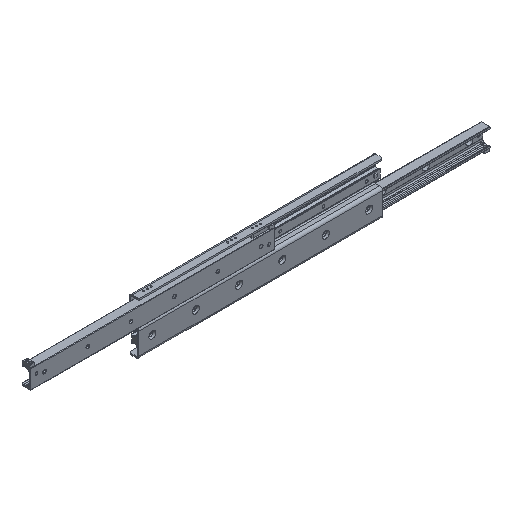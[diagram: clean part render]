
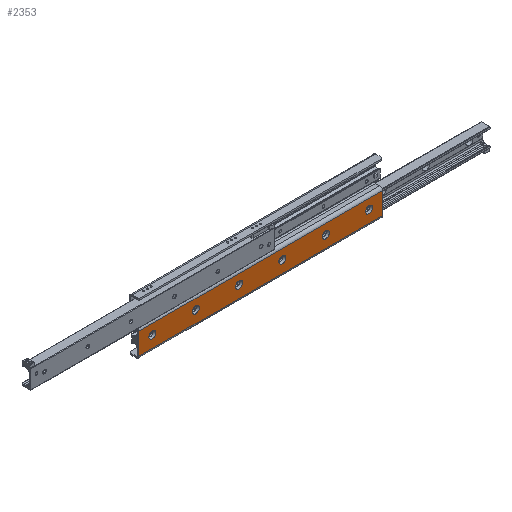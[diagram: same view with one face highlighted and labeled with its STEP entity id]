
A CAD part, isometric view. The second image highlights one B-rep face of the part: STEP entity #2353.
In plain terms, the highlighted planar face has unit normal (0, -1, 0).
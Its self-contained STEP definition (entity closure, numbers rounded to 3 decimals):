
#112=CARTESIAN_POINT('',(206.5,-8.75,-20.));
#113=VERTEX_POINT('',#112);
#114=CARTESIAN_POINT('',(200.,-8.75,-20.));
#115=DIRECTION('',(0.0,1.0,0.0));
#116=DIRECTION('',(1.0,0.0,0.0));
#117=AXIS2_PLACEMENT_3D('',#114,#115,#116);
#118=CIRCLE('',#117,6.5);
#119=EDGE_CURVE('',#113,#113,#118,.T.);
#160=CARTESIAN_POINT('',(126.5,-8.75,-20.));
#161=VERTEX_POINT('',#160);
#162=CARTESIAN_POINT('',(120.,-8.75,-20.));
#163=DIRECTION('',(0.0,1.0,0.0));
#164=DIRECTION('',(1.0,0.0,0.0));
#165=AXIS2_PLACEMENT_3D('',#162,#163,#164);
#166=CIRCLE('',#165,6.5);
#167=EDGE_CURVE('',#161,#161,#166,.T.);
#208=CARTESIAN_POINT('',(46.5,-8.75,-20.));
#209=VERTEX_POINT('',#208);
#210=CARTESIAN_POINT('',(40.,-8.75,-20.));
#211=DIRECTION('',(0.0,1.0,0.0));
#212=DIRECTION('',(1.0,0.0,0.0));
#213=AXIS2_PLACEMENT_3D('',#210,#211,#212);
#214=CIRCLE('',#213,6.5);
#215=EDGE_CURVE('',#209,#209,#214,.T.);
#256=CARTESIAN_POINT('',(-33.5,-8.75,-20.));
#257=VERTEX_POINT('',#256);
#258=CARTESIAN_POINT('',(-40.,-8.75,-20.));
#259=DIRECTION('',(0.0,1.0,0.0));
#260=DIRECTION('',(1.0,0.0,0.0));
#261=AXIS2_PLACEMENT_3D('',#258,#259,#260);
#262=CIRCLE('',#261,6.5);
#263=EDGE_CURVE('',#257,#257,#262,.T.);
#304=CARTESIAN_POINT('',(-113.5,-8.75,-20.));
#305=VERTEX_POINT('',#304);
#306=CARTESIAN_POINT('',(-120.0,-8.75,-20.));
#307=DIRECTION('',(0.0,1.0,0.0));
#308=DIRECTION('',(1.0,0.0,0.0));
#309=AXIS2_PLACEMENT_3D('',#306,#307,#308);
#310=CIRCLE('',#309,6.5);
#311=EDGE_CURVE('',#305,#305,#310,.T.);
#352=CARTESIAN_POINT('',(-193.5,-8.75,-20.));
#353=VERTEX_POINT('',#352);
#354=CARTESIAN_POINT('',(-200.0,-8.75,-20.));
#355=DIRECTION('',(0.0,1.0,0.0));
#356=DIRECTION('',(1.0,0.0,0.0));
#357=AXIS2_PLACEMENT_3D('',#354,#355,#356);
#358=CIRCLE('',#357,6.5);
#359=EDGE_CURVE('',#353,#353,#358,.T.);
#1755=CARTESIAN_POINT('',(225.0,-8.75,-42.));
#1756=VERTEX_POINT('',#1755);
#1764=CARTESIAN_POINT('',(-225.0,-8.75,-42.));
#1765=VERTEX_POINT('',#1764);
#1766=CARTESIAN_POINT('',(-225.0,-8.75,-42.));
#1767=DIRECTION('',(1.0,0.0,0.0));
#1768=VECTOR('',#1767,450.0);
#1769=LINE('',#1766,#1768);
#1770=EDGE_CURVE('',#1765,#1756,#1769,.T.);
#1921=CARTESIAN_POINT('',(225.0,-8.75,-2.0));
#1922=VERTEX_POINT('',#1921);
#1929=CARTESIAN_POINT('',(225.0,-8.75,-2.0));
#1930=DIRECTION('',(0.0,0.0,-1.0));
#1931=VECTOR('',#1930,40.);
#1932=LINE('',#1929,#1931);
#1933=EDGE_CURVE('',#1922,#1756,#1932,.T.);
#1986=CARTESIAN_POINT('',(-225.0,-8.75,-2.));
#1987=VERTEX_POINT('',#1986);
#1988=CARTESIAN_POINT('',(-225.0,-8.75,-42.));
#1989=DIRECTION('',(0.0,0.0,1.0));
#1990=VECTOR('',#1989,40.);
#1991=LINE('',#1988,#1990);
#1992=EDGE_CURVE('',#1765,#1987,#1991,.T.);
#2241=CARTESIAN_POINT('',(225.0,-8.75,-2.0));
#2242=DIRECTION('',(-1.0,0.0,0.0));
#2243=VECTOR('',#2242,450.0);
#2244=LINE('',#2241,#2243);
#2245=EDGE_CURVE('',#1922,#1987,#2244,.T.);
#2324=CARTESIAN_POINT('',(0.0,-8.75,-21.892));
#2325=DIRECTION('',(0.0,-1.0,0.0));
#2326=DIRECTION('',(1.0,0.0,0.0));
#2327=AXIS2_PLACEMENT_3D('',#2324,#2325,#2326);
#2328=PLANE('',#2327);
#2329=ORIENTED_EDGE('',*,*,#1770,.T.);
#2330=ORIENTED_EDGE('',*,*,#1933,.F.);
#2331=ORIENTED_EDGE('',*,*,#2245,.T.);
#2332=ORIENTED_EDGE('',*,*,#1992,.F.);
#2333=EDGE_LOOP('',(#2329,#2330,#2331,#2332));
#2334=FACE_OUTER_BOUND('',#2333,.T.);
#2335=ORIENTED_EDGE('',*,*,#119,.T.);
#2336=EDGE_LOOP('',(#2335));
#2337=FACE_BOUND('',#2336,.T.);
#2338=ORIENTED_EDGE('',*,*,#167,.T.);
#2339=EDGE_LOOP('',(#2338));
#2340=FACE_BOUND('',#2339,.T.);
#2341=ORIENTED_EDGE('',*,*,#215,.T.);
#2342=EDGE_LOOP('',(#2341));
#2343=FACE_BOUND('',#2342,.T.);
#2344=ORIENTED_EDGE('',*,*,#263,.T.);
#2345=EDGE_LOOP('',(#2344));
#2346=FACE_BOUND('',#2345,.T.);
#2347=ORIENTED_EDGE('',*,*,#311,.T.);
#2348=EDGE_LOOP('',(#2347));
#2349=FACE_BOUND('',#2348,.T.);
#2350=ORIENTED_EDGE('',*,*,#359,.T.);
#2351=EDGE_LOOP('',(#2350));
#2352=FACE_BOUND('',#2351,.T.);
#2353=ADVANCED_FACE('',(#2334,#2337,#2340,#2343,#2346,#2349,#2352),#2328,.T.);
